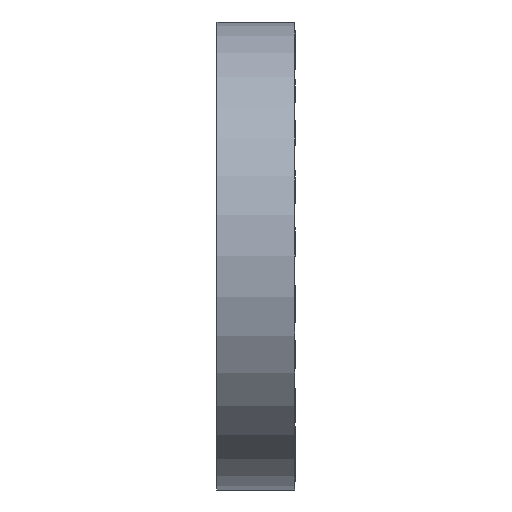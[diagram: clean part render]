
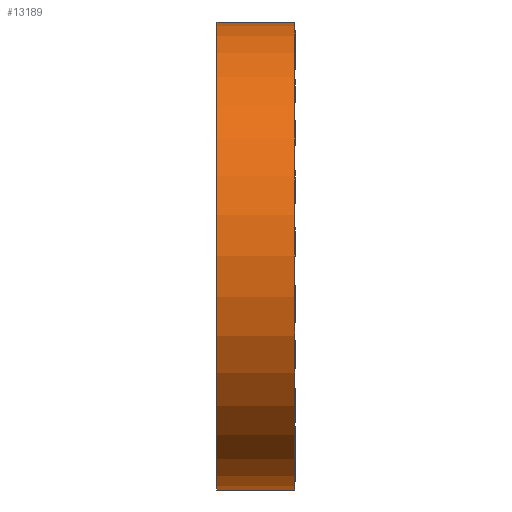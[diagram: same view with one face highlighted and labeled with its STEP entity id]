
A CAD part, left-side view. The second image highlights one B-rep face of the part: STEP entity #13189.
In plain terms, the highlighted cylindrical face has radius 38.1 mm (diameter 76.2 mm), a partial arc.
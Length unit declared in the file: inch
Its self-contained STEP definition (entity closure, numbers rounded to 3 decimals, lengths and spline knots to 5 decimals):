
#203 = DIRECTION ( 'NONE',  ( 0., 0., 1. ) ) ;
#731 = LINE ( 'NONE', #2203, #18160 ) ;
#791 = VERTEX_POINT ( 'NONE', #7233 ) ;
#1038 = CIRCLE ( 'NONE', #13759, 1.5 ) ;
#1464 = ORIENTED_EDGE ( 'NONE', *, *, #15712, .T. ) ;
#1974 = ORIENTED_EDGE ( 'NONE', *, *, #3725, .T. ) ;
#2087 = CARTESIAN_POINT ( 'NONE',  ( -7.67506, 0.5, -1.5 ) ) ;
#2203 = CARTESIAN_POINT ( 'NONE',  ( -7.67506, 0.5, 1.5 ) ) ;
#2784 = EDGE_CURVE ( 'NONE', #20091, #7790, #1038, .T. ) ;
#3313 = CIRCLE ( 'NONE', #5519, 1.5 ) ;
#3725 = EDGE_CURVE ( 'NONE', #7631, #791, #3313, .T. ) ;
#3856 = EDGE_CURVE ( 'NONE', #7790, #791, #731, .T. ) ;
#3948 = EDGE_LOOP ( 'NONE', ( #1974, #9872, #8802, #1464 ) ) ;
#4137 = AXIS2_PLACEMENT_3D ( 'NONE', #5104, #18201, #10003 ) ;
#5104 = CARTESIAN_POINT ( 'NONE',  ( -7.67506, 0.5, 0. ) ) ;
#5519 = AXIS2_PLACEMENT_3D ( 'NONE', #19779, #10026, #203 ) ;
#7233 = CARTESIAN_POINT ( 'NONE',  ( -7.67506, 0., 1.5 ) ) ;
#7631 = VERTEX_POINT ( 'NONE', #9499 ) ;
#7790 = VERTEX_POINT ( 'NONE', #19748 ) ;
#8619 = DIRECTION ( 'NONE',  ( 0., 1., 0. ) ) ;
#8802 = ORIENTED_EDGE ( 'NONE', *, *, #2784, .F. ) ;
#9499 = CARTESIAN_POINT ( 'NONE',  ( -7.67506, 0., -1.5 ) ) ;
#9872 = ORIENTED_EDGE ( 'NONE', *, *, #3856, .F. ) ;
#10003 = DIRECTION ( 'NONE',  ( 0., 0., -1. ) ) ;
#10026 = DIRECTION ( 'NONE',  ( 0., 1., 0. ) ) ;
#13189 = ADVANCED_FACE ( 'NONE', ( #20130 ), #15792, .T. ) ;
#13669 = DIRECTION ( 'NONE',  ( 0., -1., 0. ) ) ;
#13759 = AXIS2_PLACEMENT_3D ( 'NONE', #18408, #8619, #20012 ) ;
#15712 = EDGE_CURVE ( 'NONE', #20091, #7631, #18205, .T. ) ;
#15792 = CYLINDRICAL_SURFACE ( 'NONE', #4137, 1.5 ) ;
#17681 = VECTOR ( 'NONE', #18421, 39.37008 ) ;
#18160 = VECTOR ( 'NONE', #13669, 39.37008 ) ;
#18201 = DIRECTION ( 'NONE',  ( 0., -1., 0. ) ) ;
#18205 = LINE ( 'NONE', #2087, #17681 ) ;
#18408 = CARTESIAN_POINT ( 'NONE',  ( -7.67506, 0.5, 0. ) ) ;
#18421 = DIRECTION ( 'NONE',  ( 0., -1., 0. ) ) ;
#19155 = CARTESIAN_POINT ( 'NONE',  ( -7.67506, 0.5, -1.5 ) ) ;
#19748 = CARTESIAN_POINT ( 'NONE',  ( -7.67506, 0.5, 1.5 ) ) ;
#19779 = CARTESIAN_POINT ( 'NONE',  ( -7.67506, 0., 0. ) ) ;
#20012 = DIRECTION ( 'NONE',  ( 0., 0., 1. ) ) ;
#20091 = VERTEX_POINT ( 'NONE', #19155 ) ;
#20130 = FACE_OUTER_BOUND ( 'NONE', #3948, .T. ) ;
